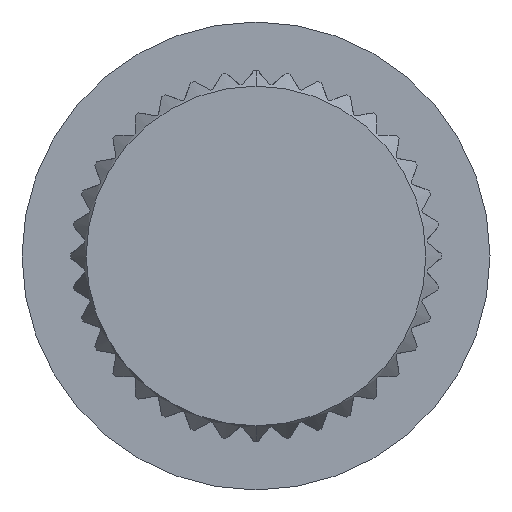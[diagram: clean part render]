
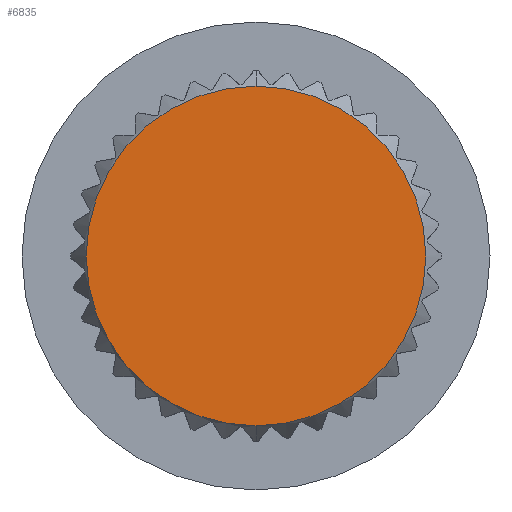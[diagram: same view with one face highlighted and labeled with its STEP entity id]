
A CAD part, front view. The second image highlights one B-rep face of the part: STEP entity #6835.
In plain terms, the highlighted planar face has unit normal (0, -1, 0).
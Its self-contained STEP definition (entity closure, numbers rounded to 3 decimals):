
#474 = PLANE ( 'NONE',  #4778 ) ;
#536 = DIRECTION ( 'NONE',  ( 0., -1., 0. ) ) ;
#793 = CIRCLE ( 'NONE', #2924, 3.339 ) ;
#1560 = AXIS2_PLACEMENT_3D ( 'NONE', #4126, #536, #4713 ) ;
#1663 = CARTESIAN_POINT ( 'NONE',  ( -3.639, -6., 0. ) ) ;
#2421 = DIRECTION ( 'NONE',  ( 0., -1., 0. ) ) ;
#2526 = VERTEX_POINT ( 'NONE', #4543 ) ;
#2850 = CIRCLE ( 'NONE', #1560, 3.339 ) ;
#2924 = AXIS2_PLACEMENT_3D ( 'NONE', #6029, #2421, #6642 ) ;
#3603 = ORIENTED_EDGE ( 'NONE', *, *, #4353, .T. ) ;
#4106 = DIRECTION ( 'NONE',  ( 0., 0., -1. ) ) ;
#4126 = CARTESIAN_POINT ( 'NONE',  ( 0., -6., 0. ) ) ;
#4353 = EDGE_CURVE ( 'NONE', #2526, #7280, #793, .T. ) ;
#4514 = EDGE_CURVE ( 'NONE', #7280, #2526, #2850, .T. ) ;
#4543 = CARTESIAN_POINT ( 'NONE',  ( 0., -6., -3.339 ) ) ;
#4713 = DIRECTION ( 'NONE',  ( 0., 0., -1. ) ) ;
#4778 = AXIS2_PLACEMENT_3D ( 'NONE', #1663, #7685, #4106 ) ;
#6029 = CARTESIAN_POINT ( 'NONE',  ( 0., -6., 0. ) ) ;
#6446 = CARTESIAN_POINT ( 'NONE',  ( 0., -6., 3.339 ) ) ;
#6469 = ORIENTED_EDGE ( 'NONE', *, *, #4514, .T. ) ;
#6642 = DIRECTION ( 'NONE',  ( 0., 0., -1. ) ) ;
#6707 = FACE_OUTER_BOUND ( 'NONE', #6960, .T. ) ;
#6835 = ADVANCED_FACE ( 'NONE', ( #6707 ), #474, .T. ) ;
#6960 = EDGE_LOOP ( 'NONE', ( #6469, #3603 ) ) ;
#7280 = VERTEX_POINT ( 'NONE', #6446 ) ;
#7685 = DIRECTION ( 'NONE',  ( 0., -1., 0. ) ) ;
